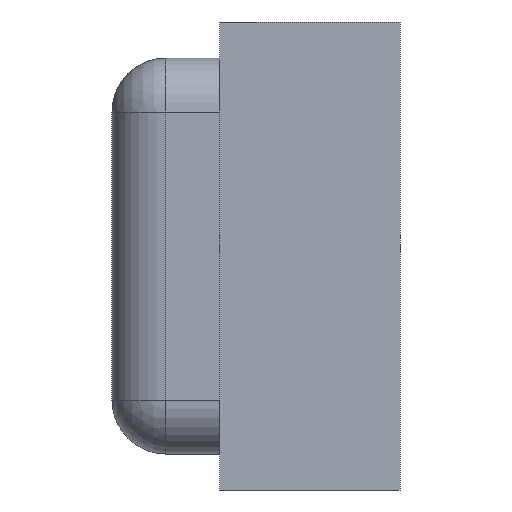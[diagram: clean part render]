
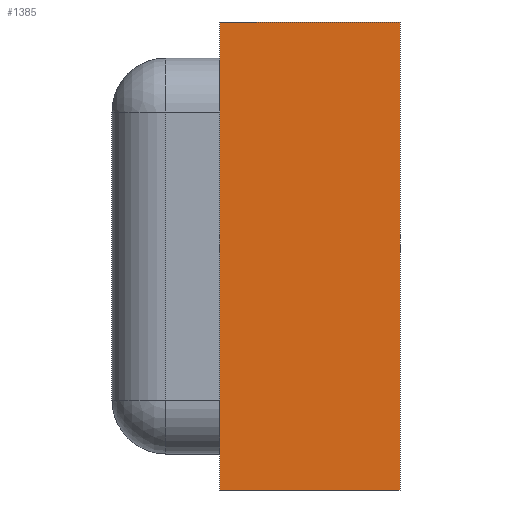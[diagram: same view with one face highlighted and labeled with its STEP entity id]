
A CAD part, left-side view. The second image highlights one B-rep face of the part: STEP entity #1385.
In plain terms, the highlighted planar face has unit normal (-1, 0, 0).
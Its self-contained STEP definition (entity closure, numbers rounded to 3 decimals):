
#17 = AXIS2_PLACEMENT_3D ( 'NONE', #661, #553, #895 ) ;
#68 = VERTEX_POINT ( 'NONE', #865 ) ;
#83 = ORIENTED_EDGE ( 'NONE', *, *, #509, .F. ) ;
#93 = VECTOR ( 'NONE', #984, 1000. ) ;
#148 = LINE ( 'NONE', #380, #328 ) ;
#172 = PLANE ( 'NONE',  #17 ) ;
#221 = CARTESIAN_POINT ( 'NONE',  ( -1.6, 0.5, -0.65 ) ) ;
#231 = ORIENTED_EDGE ( 'NONE', *, *, #378, .T. ) ;
#236 = VERTEX_POINT ( 'NONE', #1522 ) ;
#250 = LINE ( 'NONE', #1474, #725 ) ;
#264 = DIRECTION ( 'NONE',  ( 0., 0., 1. ) ) ;
#268 = VECTOR ( 'NONE', #636, 1000. ) ;
#278 = VERTEX_POINT ( 'NONE', #1553 ) ;
#328 = VECTOR ( 'NONE', #264, 1000. ) ;
#341 = EDGE_LOOP ( 'NONE', ( #1012, #83, #1245, #231 ) ) ;
#378 = EDGE_CURVE ( 'NONE', #711, #236, #602, .T. ) ;
#380 = CARTESIAN_POINT ( 'NONE',  ( -1.6, 0., 0.65 ) ) ;
#389 = CARTESIAN_POINT ( 'NONE',  ( -1.6, 0.5, 0.65 ) ) ;
#495 = DIRECTION ( 'NONE',  ( 0., 0., 1. ) ) ;
#508 = EDGE_CURVE ( 'NONE', #236, #68, #148, .T. ) ;
#509 = EDGE_CURVE ( 'NONE', #278, #68, #1389, .T. ) ;
#553 = DIRECTION ( 'NONE',  ( 1., 0., 0. ) ) ;
#602 = LINE ( 'NONE', #221, #93 ) ;
#636 = DIRECTION ( 'NONE',  ( 0., -1., 0. ) ) ;
#661 = CARTESIAN_POINT ( 'NONE',  ( -1.6, 0.5, 0.65 ) ) ;
#711 = VERTEX_POINT ( 'NONE', #1451 ) ;
#725 = VECTOR ( 'NONE', #495, 1000. ) ;
#865 = CARTESIAN_POINT ( 'NONE',  ( -1.6, 0., 0.65 ) ) ;
#895 = DIRECTION ( 'NONE',  ( 0., 1., 0. ) ) ;
#938 = FACE_OUTER_BOUND ( 'NONE', #341, .T. ) ;
#984 = DIRECTION ( 'NONE',  ( 0., -1., 0. ) ) ;
#1012 = ORIENTED_EDGE ( 'NONE', *, *, #508, .T. ) ;
#1245 = ORIENTED_EDGE ( 'NONE', *, *, #1303, .F. ) ;
#1303 = EDGE_CURVE ( 'NONE', #711, #278, #250, .T. ) ;
#1385 = ADVANCED_FACE ( 'NONE', ( #938 ), #172, .F. ) ;
#1389 = LINE ( 'NONE', #389, #268 ) ;
#1451 = CARTESIAN_POINT ( 'NONE',  ( -1.6, 0.5, -0.65 ) ) ;
#1474 = CARTESIAN_POINT ( 'NONE',  ( -1.6, 0.5, 0.65 ) ) ;
#1522 = CARTESIAN_POINT ( 'NONE',  ( -1.6, 0., -0.65 ) ) ;
#1553 = CARTESIAN_POINT ( 'NONE',  ( -1.6, 0.5, 0.65 ) ) ;
